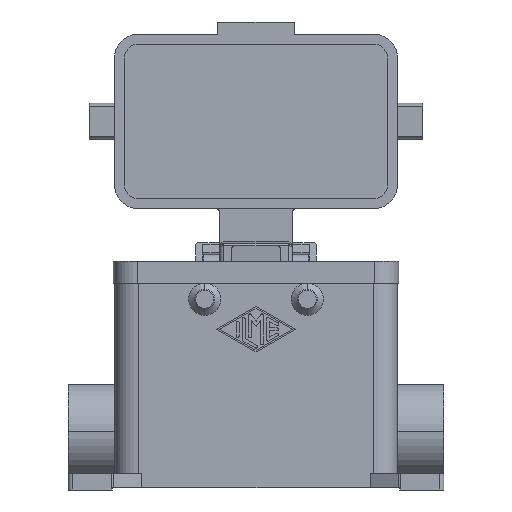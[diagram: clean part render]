
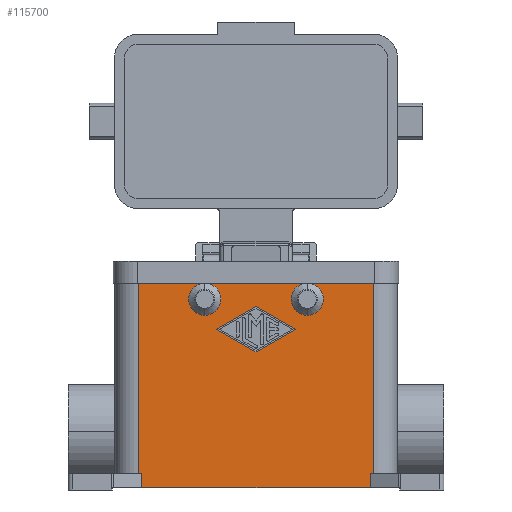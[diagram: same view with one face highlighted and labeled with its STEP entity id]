
A CAD part, front view. The second image highlights one B-rep face of the part: STEP entity #115700.
In plain terms, the highlighted planar face has unit normal (0, -1, 0).
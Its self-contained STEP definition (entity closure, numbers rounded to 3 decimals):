
#26510=CARTESIAN_POINT('',(-12.75,-21.75,23.5));
#26520=VERTEX_POINT('',#26510);
#26640=CARTESIAN_POINT('',(-12.75,-21.75,15.5));
#26650=VERTEX_POINT('',#26640);
#26680=CARTESIAN_POINT('',(-12.75,-21.75,19.5));
#26690=DIRECTION('',(0.,1.,0.));
#26700=DIRECTION('',(0.,0.,-1.));
#26710=AXIS2_PLACEMENT_3D('',#26680,#26690,#26700);
#26720=CIRCLE('',#26710,4.);
#26730=EDGE_CURVE('',#26650,#26520,#26720,.T.);
#40040=CARTESIAN_POINT('',(0.,-21.75,-24.));
#40050=DIRECTION('',(1.,0.,0.));
#40060=VECTOR('',#40050,1.);
#40070=LINE('',#40040,#40060);
#40080=CARTESIAN_POINT('',(28.389,-21.75,-24.));
#40090=VERTEX_POINT('',#40080);
#40100=CARTESIAN_POINT('',(29.25,-21.75,-24.));
#40110=VERTEX_POINT('',#40100);
#40120=EDGE_CURVE('',#40090,#40110,#40070,.T.);
#47420=CARTESIAN_POINT('',(-28.389,-21.75,0.));
#47430=DIRECTION('',(-0.,0.,1.));
#47440=VECTOR('',#47430,1.);
#47450=LINE('',#47420,#47440);
#47460=CARTESIAN_POINT('',(-28.389,-21.75,-27.5));
#47470=VERTEX_POINT('',#47460);
#47480=CARTESIAN_POINT('',(-28.389,-21.75,-24.));
#47490=VERTEX_POINT('',#47480);
#47500=EDGE_CURVE('',#47470,#47490,#47450,.T.);
#48110=CARTESIAN_POINT('',(28.389,-21.75,0.));
#48120=DIRECTION('',(-0.,-0.,-1.));
#48130=VECTOR('',#48120,1.);
#48140=LINE('',#48110,#48130);
#48150=CARTESIAN_POINT('',(28.389,-21.75,-27.5));
#48160=VERTEX_POINT('',#48150);
#48170=EDGE_CURVE('',#40090,#48160,#48140,.T.);
#48570=CARTESIAN_POINT('',(-29.25,-21.75,23.5));
#48580=VERTEX_POINT('',#48570);
#48610=CARTESIAN_POINT('',(-29.25,-21.75,23.5));
#48620=DIRECTION('',(0.,0.,-1.));
#48630=VECTOR('',#48620,1.);
#48640=LINE('',#48610,#48630);
#48650=CARTESIAN_POINT('',(-29.25,-21.75,-24.));
#48660=VERTEX_POINT('',#48650);
#48670=EDGE_CURVE('',#48580,#48660,#48640,.T.);
#49090=CARTESIAN_POINT('',(0.,-21.75,-27.5));
#49100=DIRECTION('',(-1.,-0.,0.));
#49110=VECTOR('',#49100,1.);
#49120=LINE('',#49090,#49110);
#49130=EDGE_CURVE('',#48160,#47470,#49120,.T.);
#49580=CARTESIAN_POINT('',(0.,-21.75,-24.));
#49590=DIRECTION('',(1.,0.,0.));
#49600=VECTOR('',#49590,1.);
#49610=LINE('',#49580,#49600);
#49620=EDGE_CURVE('',#48660,#47490,#49610,.T.);
#49840=CARTESIAN_POINT('',(29.25,-21.75,23.5));
#49850=DIRECTION('',(0.,0.,-1.));
#49860=VECTOR('',#49850,1.);
#49870=LINE('',#49840,#49860);
#49880=CARTESIAN_POINT('',(29.25,-21.75,23.5));
#49890=VERTEX_POINT('',#49880);
#49900=EDGE_CURVE('',#49890,#40110,#49870,.T.);
#78210=CARTESIAN_POINT('',(12.75,-21.75,23.5));
#78220=VERTEX_POINT('',#78210);
#78250=CARTESIAN_POINT('',(12.75,-21.75,19.5));
#78260=DIRECTION('',(0.,1.,0.));
#78270=DIRECTION('',(0.,0.,-1.));
#78280=AXIS2_PLACEMENT_3D('',#78250,#78260,#78270);
#78290=CIRCLE('',#78280,4.);
#78300=CARTESIAN_POINT('',(12.75,-21.75,15.5));
#78310=VERTEX_POINT('',#78300);
#78320=EDGE_CURVE('',#78220,#78310,#78290,.T.);
#87350=CARTESIAN_POINT('',(0.,-21.75,23.5));
#87360=DIRECTION('',(-1.,-0.,0.));
#87370=VECTOR('',#87360,1.);
#87380=LINE('',#87350,#87370);
#87390=EDGE_CURVE('',#49890,#78220,#87380,.T.);
#87410=CARTESIAN_POINT('',(0.,-21.75,23.5));
#87420=DIRECTION('',(-1.,-0.,0.));
#87430=VECTOR('',#87420,1.);
#87440=LINE('',#87410,#87430);
#87450=EDGE_CURVE('',#78220,#26520,#87440,.T.);
#87470=CARTESIAN_POINT('',(0.,-21.75,23.5));
#87480=DIRECTION('',(-1.,-0.,0.));
#87490=VECTOR('',#87480,1.);
#87500=LINE('',#87470,#87490);
#87510=EDGE_CURVE('',#26520,#48580,#87500,.T.);
#112420=CARTESIAN_POINT('',(-9.75,-21.75,12.));
#112430=VERTEX_POINT('',#112420);
#112460=CARTESIAN_POINT('',(0.,-21.75,17.625));
#112470=DIRECTION('',(0.866,-0.,0.5));
#112480=VECTOR('',#112470,1.);
#112490=LINE('',#112460,#112480);
#112500=CARTESIAN_POINT('',(0.,-21.75,17.625));
#112510=VERTEX_POINT('',#112500);
#112520=EDGE_CURVE('',#112430,#112510,#112490,.T.);
#112770=CARTESIAN_POINT('',(0.,-21.75,17.625));
#112780=DIRECTION('',(0.866,-0.,-0.5));
#112790=VECTOR('',#112780,1.);
#112800=LINE('',#112770,#112790);
#112810=CARTESIAN_POINT('',(9.75,-21.75,12.));
#112820=VERTEX_POINT('',#112810);
#112830=EDGE_CURVE('',#112510,#112820,#112800,.T.);
#113080=CARTESIAN_POINT('',(0.,-21.75,6.375));
#113090=DIRECTION('',(-0.866,-0.,-0.5));
#113100=VECTOR('',#113090,1.);
#113110=LINE('',#113080,#113100);
#113120=CARTESIAN_POINT('',(0.,-21.75,6.375));
#113130=VERTEX_POINT('',#113120);
#113140=EDGE_CURVE('',#112820,#113130,#113110,.T.);
#113390=CARTESIAN_POINT('',(0.,-21.75,6.375));
#113400=DIRECTION('',(-0.866,-0.,0.5));
#113410=VECTOR('',#113400,1.);
#113420=LINE('',#113390,#113410);
#113430=EDGE_CURVE('',#113130,#112430,#113420,.T.);
#115410=CARTESIAN_POINT('',(30.739,-21.75,24.801));
#115420=DIRECTION('',(0.,-1.,0.));
#115430=DIRECTION('',(-1.,-0.,0.));
#115440=AXIS2_PLACEMENT_3D('',#115410,#115420,#115430);
#115450=PLANE('',#115440);
#115460=ORIENTED_EDGE('',*,*,#47500,.F.);
#115470=ORIENTED_EDGE('',*,*,#49620,.T.);
#115480=ORIENTED_EDGE('',*,*,#48670,.T.);
#115490=ORIENTED_EDGE('',*,*,#87510,.T.);
#115500=ORIENTED_EDGE('',*,*,#26730,.T.);
#115510=EDGE_CURVE('',#26520,#26650,#26720,.T.);
#115520=ORIENTED_EDGE('',*,*,#115510,.T.);
#115530=ORIENTED_EDGE('',*,*,#87450,.T.);
#115540=EDGE_CURVE('',#78310,#78220,#78290,.T.);
#115550=ORIENTED_EDGE('',*,*,#115540,.T.);
#115560=ORIENTED_EDGE('',*,*,#78320,.T.);
#115570=ORIENTED_EDGE('',*,*,#87390,.T.);
#115580=ORIENTED_EDGE('',*,*,#49900,.F.);
#115590=ORIENTED_EDGE('',*,*,#40120,.T.);
#115600=ORIENTED_EDGE('',*,*,#48170,.F.);
#115610=ORIENTED_EDGE('',*,*,#49130,.F.);
#115620=EDGE_LOOP('',(#115610,#115600,#115590,#115580,#115570,#115560,
#115550,#115530,#115520,#115500,#115490,#115480,#115470,#115460));
#115630=FACE_OUTER_BOUND('',#115620,.T.);
#115640=ORIENTED_EDGE('',*,*,#113140,.T.);
#115650=ORIENTED_EDGE('',*,*,#112830,.T.);
#115660=ORIENTED_EDGE('',*,*,#112520,.T.);
#115670=ORIENTED_EDGE('',*,*,#113430,.T.);
#115680=EDGE_LOOP('',(#115670,#115660,#115650,#115640));
#115690=FACE_BOUND('',#115680,.T.);
#115700=ADVANCED_FACE('',(#115630,#115690),#115450,.T.);
